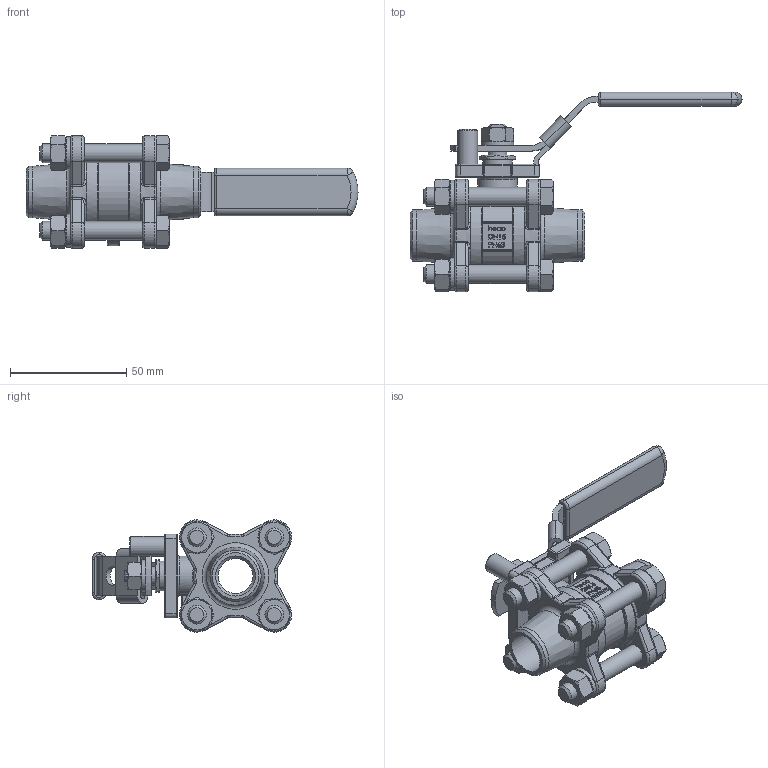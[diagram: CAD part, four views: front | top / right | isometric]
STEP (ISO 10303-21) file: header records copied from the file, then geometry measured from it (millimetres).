
FILE_DESCRIPTION (( 'STEP AP214' ), '1' );
FILE_NAME ('K3-012-000-4 Kugelhahn heco step214.STEP', '2012-12-06T14:38:46', ( 'test' ), ( '' ), 'SwSTEP 2.0', 'SolidWorks 2011', '' );
FILE_SCHEMA (( 'AUTOMOTIVE_DESIGN' ));
Length unit declared in the file: millimetre
Products named in the file (1): K3-012-000-4 Kugelhahn heco step214
Bounding box: 142.5 x 85.62 x 48.25 mm (x, y, z)
Volume: 82299.7 mm3; surface area: 35519.8 mm2
Topology: 1 solids, 1 shells, 1022 faces, 2522 edges, 1553 vertices
Faces by surface type: plane 382, bspline 238, cylinder 199, cone 104, torus 87, sphere 12
Full cylindrical faces by diameter (mm): 4.2 x4, 8 x10, 8.3 x9, 8.456 x1, 12.7 x1, 14 x5, 15 x1, 17 x1, 17.2 x2, 20 x1, 22 x2, 35 x2
Entity records: 54138 total; most frequent: CARTESIAN_POINT 20779, ORIENTED_EDGE 4844, DIRECTION 3962, EDGE_CURVE 2422, VERTEX_POINT 1529, AXIS2_PLACEMENT_3D 1429, EDGE_LOOP 1179, VECTOR 1104
